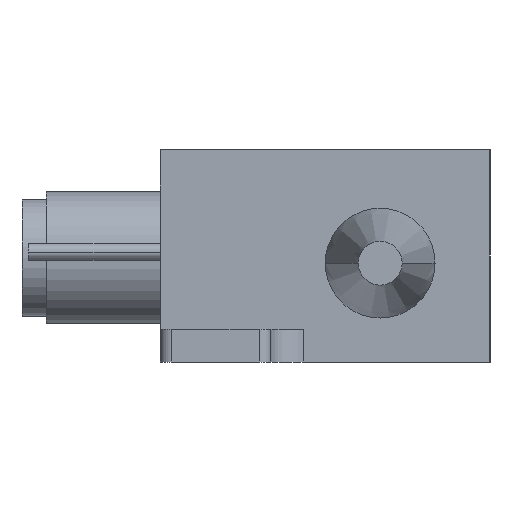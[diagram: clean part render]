
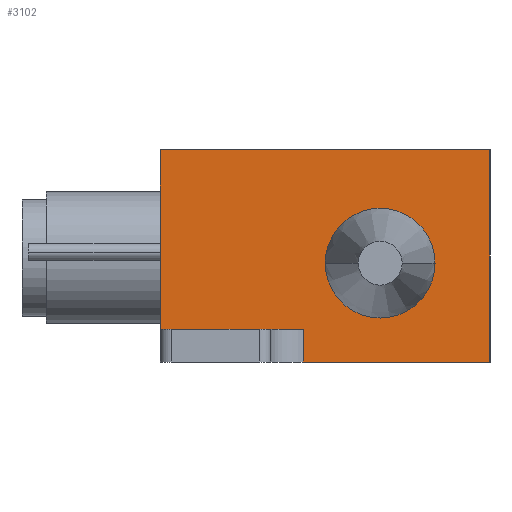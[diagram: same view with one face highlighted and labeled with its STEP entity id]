
A CAD part, left-side view. The second image highlights one B-rep face of the part: STEP entity #3102.
In plain terms, the highlighted planar face has unit normal (-1, 0, 0).
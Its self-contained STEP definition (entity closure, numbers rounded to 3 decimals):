
#101 = VECTOR ( 'NONE', #3188, 1000. ) ;
#121 = CARTESIAN_POINT ( 'NONE',  ( 0., 7.5, 0. ) ) ;
#132 = DIRECTION ( 'NONE',  ( 0., -1., 0. ) ) ;
#170 = LINE ( 'NONE', #2688, #1656 ) ;
#187 = ORIENTED_EDGE ( 'NONE', *, *, #1217, .T. ) ;
#218 = VECTOR ( 'NONE', #2744, 1000. ) ;
#232 = CARTESIAN_POINT ( 'NONE',  ( 0., 7.5, 4.5 ) ) ;
#245 = VERTEX_POINT ( 'NONE', #1357 ) ;
#249 = VECTOR ( 'NONE', #132, 1000. ) ;
#346 = LINE ( 'NONE', #737, #249 ) ;
#361 = LINE ( 'NONE', #2000, #3587 ) ;
#385 = ORIENTED_EDGE ( 'NONE', *, *, #849, .T. ) ;
#501 = FACE_OUTER_BOUND ( 'NONE', #1840, .T. ) ;
#620 = CARTESIAN_POINT ( 'NONE',  ( 0., 15., 9.65 ) ) ;
#679 = ORIENTED_EDGE ( 'NONE', *, *, #3614, .T. ) ;
#722 = EDGE_CURVE ( 'NONE', #3186, #770, #170, .T. ) ;
#737 = CARTESIAN_POINT ( 'NONE',  ( 0., 0., 1.5 ) ) ;
#747 = LINE ( 'NONE', #1313, #101 ) ;
#770 = VERTEX_POINT ( 'NONE', #3330 ) ;
#807 = DIRECTION ( 'NONE',  ( 0., 0., -1. ) ) ;
#813 = CARTESIAN_POINT ( 'NONE',  ( 0., 0., 0. ) ) ;
#849 = EDGE_CURVE ( 'NONE', #1715, #2797, #1155, .T. ) ;
#856 = CARTESIAN_POINT ( 'NONE',  ( 0., 15., 0. ) ) ;
#932 = VERTEX_POINT ( 'NONE', #3427 ) ;
#941 = VERTEX_POINT ( 'NONE', #1892 ) ;
#1055 = DIRECTION ( 'NONE',  ( 0., 0., -1. ) ) ;
#1057 = EDGE_LOOP ( 'NONE', ( #3999, #679 ) ) ;
#1067 = DIRECTION ( 'NONE',  ( 0., -1., 0. ) ) ;
#1119 = DIRECTION ( 'NONE',  ( 0., 0., 1. ) ) ;
#1151 = AXIS2_PLACEMENT_3D ( 'NONE', #813, #3008, #1119 ) ;
#1155 = LINE ( 'NONE', #856, #218 ) ;
#1177 = CARTESIAN_POINT ( 'NONE',  ( 0., 5., 4.5 ) ) ;
#1217 = EDGE_CURVE ( 'NONE', #941, #770, #2827, .T. ) ;
#1313 = CARTESIAN_POINT ( 'NONE',  ( 0., 0., 9.65 ) ) ;
#1318 = DIRECTION ( 'NONE',  ( 1., 0., 0. ) ) ;
#1357 = CARTESIAN_POINT ( 'NONE',  ( 0., 2.5, 4.5 ) ) ;
#1499 = DIRECTION ( 'NONE',  ( 0., -1., 0. ) ) ;
#1553 = AXIS2_PLACEMENT_3D ( 'NONE', #3195, #1318, #3503 ) ;
#1582 = VERTEX_POINT ( 'NONE', #232 ) ;
#1597 = CIRCLE ( 'NONE', #1553, 2.5 ) ;
#1609 = ORIENTED_EDGE ( 'NONE', *, *, #722, .F. ) ;
#1656 = VECTOR ( 'NONE', #807, 1000. ) ;
#1690 = ORIENTED_EDGE ( 'NONE', *, *, #1937, .T. ) ;
#1715 = VERTEX_POINT ( 'NONE', #620 ) ;
#1785 = ORIENTED_EDGE ( 'NONE', *, *, #3420, .T. ) ;
#1840 = EDGE_LOOP ( 'NONE', ( #385, #1785, #1690, #187, #1609, #2404 ) ) ;
#1856 = EDGE_CURVE ( 'NONE', #245, #1582, #1597, .T. ) ;
#1892 = CARTESIAN_POINT ( 'NONE',  ( 0., 8.5, 0. ) ) ;
#1937 = EDGE_CURVE ( 'NONE', #932, #941, #361, .T. ) ;
#1998 = VECTOR ( 'NONE', #1067, 1000. ) ;
#2000 = CARTESIAN_POINT ( 'NONE',  ( 0., 8.5, 0. ) ) ;
#2215 = CARTESIAN_POINT ( 'NONE',  ( 0., 15., 1.5 ) ) ;
#2404 = ORIENTED_EDGE ( 'NONE', *, *, #3289, .T. ) ;
#2688 = CARTESIAN_POINT ( 'NONE',  ( 0., 0., 0. ) ) ;
#2744 = DIRECTION ( 'NONE',  ( 0., 0., -1. ) ) ;
#2797 = VERTEX_POINT ( 'NONE', #2215 ) ;
#2827 = LINE ( 'NONE', #121, #1998 ) ;
#3008 = DIRECTION ( 'NONE',  ( -1., 0., 0. ) ) ;
#3012 = FACE_BOUND ( 'NONE', #1057, .T. ) ;
#3102 = ADVANCED_FACE ( 'NONE', ( #501, #3012 ), #3919, .T. ) ;
#3139 = CARTESIAN_POINT ( 'NONE',  ( 0., 0., 9.65 ) ) ;
#3186 = VERTEX_POINT ( 'NONE', #3139 ) ;
#3188 = DIRECTION ( 'NONE',  ( 0., 1., 0. ) ) ;
#3195 = CARTESIAN_POINT ( 'NONE',  ( 0., 5., 4.5 ) ) ;
#3289 = EDGE_CURVE ( 'NONE', #3186, #1715, #747, .T. ) ;
#3330 = CARTESIAN_POINT ( 'NONE',  ( 0., 0., 0. ) ) ;
#3369 = DIRECTION ( 'NONE',  ( 1., 0., 0. ) ) ;
#3420 = EDGE_CURVE ( 'NONE', #2797, #932, #346, .T. ) ;
#3427 = CARTESIAN_POINT ( 'NONE',  ( 0., 8.5, 1.5 ) ) ;
#3503 = DIRECTION ( 'NONE',  ( 0., -1., 0. ) ) ;
#3579 = AXIS2_PLACEMENT_3D ( 'NONE', #1177, #3369, #1499 ) ;
#3587 = VECTOR ( 'NONE', #1055, 1000. ) ;
#3614 = EDGE_CURVE ( 'NONE', #1582, #245, #3717, .T. ) ;
#3717 = CIRCLE ( 'NONE', #3579, 2.5 ) ;
#3919 = PLANE ( 'NONE',  #1151 ) ;
#3999 = ORIENTED_EDGE ( 'NONE', *, *, #1856, .T. ) ;
